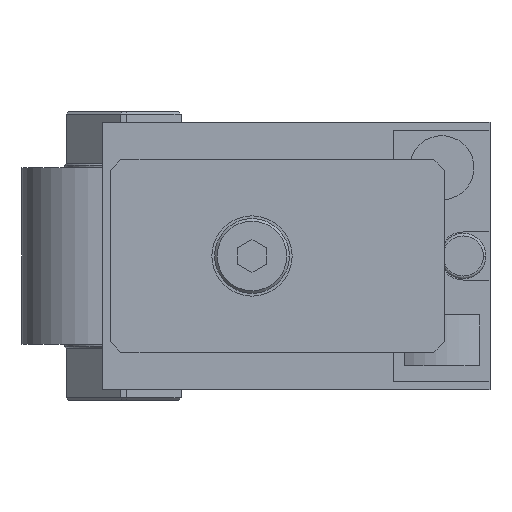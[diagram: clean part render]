
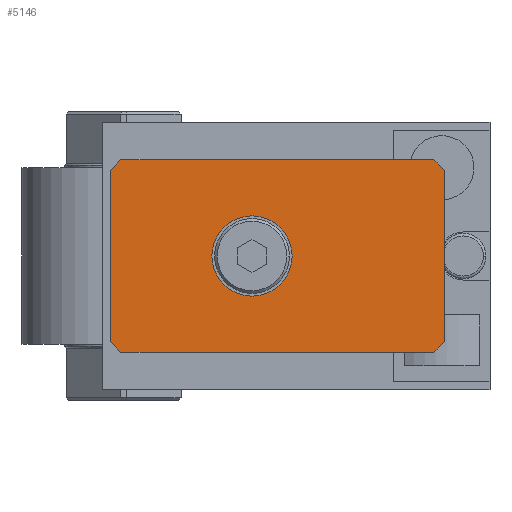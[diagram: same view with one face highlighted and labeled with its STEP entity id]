
A CAD part, left-side view. The second image highlights one B-rep face of the part: STEP entity #5146.
In plain terms, the highlighted planar face has unit normal (-1, 0, 0).
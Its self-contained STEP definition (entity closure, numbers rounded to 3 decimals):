
#5116=AXIS2_PLACEMENT_3D('Plane Axis2P3D',#5113,#5114,#5115) ;
#5130=AXIS2_PLACEMENT_3D('Circle Axis2P3D',#5128,#5129,$) ;
#5139=AXIS2_PLACEMENT_3D('Circle Axis2P3D',#5137,#5138,$) ;
#3813=CARTESIAN_POINT('Vertex',(-222.,-60.,16.)) ;
#3820=CARTESIAN_POINT('Vertex',(-222.,-58.,18.)) ;
#3823=CARTESIAN_POINT('Line Origine',(-222.,-59.,17.)) ;
#3851=CARTESIAN_POINT('Vertex',(-222.,0.5,18.)) ;
#3854=CARTESIAN_POINT('Line Origine',(-222.,-28.75,18.)) ;
#3882=CARTESIAN_POINT('Vertex',(-222.,2.5,16.)) ;
#3885=CARTESIAN_POINT('Line Origine',(-222.,1.5,17.)) ;
#3913=CARTESIAN_POINT('Vertex',(-222.,2.5,-16.)) ;
#3916=CARTESIAN_POINT('Line Origine',(-222.,2.5,0.)) ;
#3944=CARTESIAN_POINT('Vertex',(-222.,0.5,-18.)) ;
#3947=CARTESIAN_POINT('Line Origine',(-222.,1.5,-17.)) ;
#3975=CARTESIAN_POINT('Vertex',(-222.,-58.,-18.)) ;
#3978=CARTESIAN_POINT('Line Origine',(-222.,-28.75,-18.)) ;
#4006=CARTESIAN_POINT('Vertex',(-222.,-60.,-16.)) ;
#4009=CARTESIAN_POINT('Line Origine',(-222.,-59.,-17.)) ;
#4033=CARTESIAN_POINT('Line Origine',(-222.,-60.,0.)) ;
#5113=CARTESIAN_POINT('Axis2P3D Location',(-222.,0.,0.)) ;
#5128=CARTESIAN_POINT('Axis2P3D Location',(-222.,-24.,0.)) ;
#5132=CARTESIAN_POINT('Vertex',(-222.,-31.5,0.)) ;
#5134=CARTESIAN_POINT('Vertex',(-222.,-16.5,0.)) ;
#5137=CARTESIAN_POINT('Axis2P3D Location',(-222.,-24.,0.)) ;
#3824=DIRECTION('Vector Direction',(0.,0.707,0.707)) ;
#3855=DIRECTION('Vector Direction',(0.,-1.,0.)) ;
#3886=DIRECTION('Vector Direction',(0.,-0.707,0.707)) ;
#3917=DIRECTION('Vector Direction',(0.,0.,1.)) ;
#3948=DIRECTION('Vector Direction',(0.,0.707,0.707)) ;
#3979=DIRECTION('Vector Direction',(0.,1.,0.)) ;
#4010=DIRECTION('Vector Direction',(0.,0.707,-0.707)) ;
#4034=DIRECTION('Vector Direction',(0.,0.,-1.)) ;
#5114=DIRECTION('Axis2P3D Direction',(-1.,0.,0.)) ;
#5115=DIRECTION('Axis2P3D XDirection',(0.,-1.,0.)) ;
#5129=DIRECTION('Axis2P3D Direction',(-1.,0.,0.)) ;
#5138=DIRECTION('Axis2P3D Direction',(-1.,0.,0.)) ;
#3825=VECTOR('Line Direction',#3824,1.) ;
#3856=VECTOR('Line Direction',#3855,1.) ;
#3887=VECTOR('Line Direction',#3886,1.) ;
#3918=VECTOR('Line Direction',#3917,1.) ;
#3949=VECTOR('Line Direction',#3948,1.) ;
#3980=VECTOR('Line Direction',#3979,1.) ;
#4011=VECTOR('Line Direction',#4010,1.) ;
#4035=VECTOR('Line Direction',#4034,1.) ;
#5119=ORIENTED_EDGE('',*,*,#3827,.T.) ;
#5120=ORIENTED_EDGE('',*,*,#3858,.T.) ;
#5121=ORIENTED_EDGE('',*,*,#3889,.T.) ;
#5122=ORIENTED_EDGE('',*,*,#3920,.T.) ;
#5123=ORIENTED_EDGE('',*,*,#3951,.T.) ;
#5124=ORIENTED_EDGE('',*,*,#3982,.T.) ;
#5125=ORIENTED_EDGE('',*,*,#4013,.T.) ;
#5126=ORIENTED_EDGE('',*,*,#4037,.T.) ;
#5143=ORIENTED_EDGE('',*,*,#5136,.F.) ;
#5144=ORIENTED_EDGE('',*,*,#5141,.F.) ;
#5145=FACE_BOUND('',#5142,.T.) ;
#5146=ADVANCED_FACE('U_40_BR5_A00_T24_2_TUENKERS',(#5127,#5145),#5117,.T.) ;
#5131=CIRCLE('generated circle',#5130,7.5) ;
#5140=CIRCLE('generated circle',#5139,7.5) ;
#3827=EDGE_CURVE('',#3814,#3821,#3826,.T.) ;
#3858=EDGE_CURVE('',#3821,#3852,#3857,.F.) ;
#3889=EDGE_CURVE('',#3852,#3883,#3888,.F.) ;
#3920=EDGE_CURVE('',#3883,#3914,#3919,.F.) ;
#3951=EDGE_CURVE('',#3914,#3945,#3950,.F.) ;
#3982=EDGE_CURVE('',#3945,#3976,#3981,.F.) ;
#4013=EDGE_CURVE('',#3976,#4007,#4012,.F.) ;
#4037=EDGE_CURVE('',#4007,#3814,#4036,.F.) ;
#5136=EDGE_CURVE('',#5133,#5135,#5131,.T.) ;
#5141=EDGE_CURVE('',#5135,#5133,#5140,.T.) ;
#5118=EDGE_LOOP('',(#5119,#5120,#5121,#5122,#5123,#5124,#5125,#5126)) ;
#5142=EDGE_LOOP('',(#5143,#5144)) ;
#5127=FACE_OUTER_BOUND('',#5118,.T.) ;
#3826=LINE('Line',#3823,#3825) ;
#3857=LINE('Line',#3854,#3856) ;
#3888=LINE('Line',#3885,#3887) ;
#3919=LINE('Line',#3916,#3918) ;
#3950=LINE('Line',#3947,#3949) ;
#3981=LINE('Line',#3978,#3980) ;
#4012=LINE('Line',#4009,#4011) ;
#4036=LINE('Line',#4033,#4035) ;
#5117=PLANE('Plane',#5116) ;
#3814=VERTEX_POINT('',#3813) ;
#3821=VERTEX_POINT('',#3820) ;
#3852=VERTEX_POINT('',#3851) ;
#3883=VERTEX_POINT('',#3882) ;
#3914=VERTEX_POINT('',#3913) ;
#3945=VERTEX_POINT('',#3944) ;
#3976=VERTEX_POINT('',#3975) ;
#4007=VERTEX_POINT('',#4006) ;
#5133=VERTEX_POINT('',#5132) ;
#5135=VERTEX_POINT('',#5134) ;
